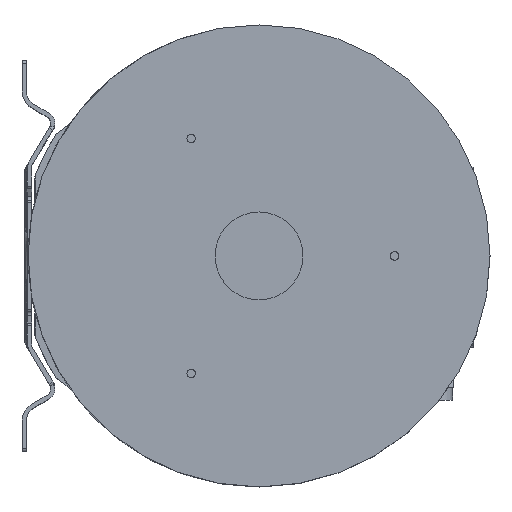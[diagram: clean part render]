
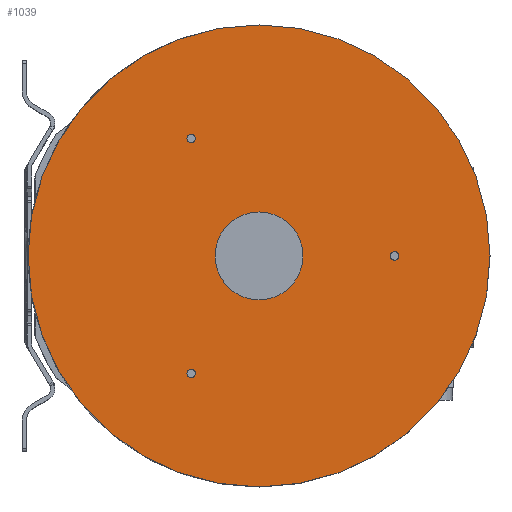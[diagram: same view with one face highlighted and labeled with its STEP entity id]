
A CAD part, top view. The second image highlights one B-rep face of the part: STEP entity #1039.
In plain terms, the highlighted planar face has unit normal (0, 0, 1).
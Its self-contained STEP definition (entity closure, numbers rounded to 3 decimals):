
#128=PLANE('',#8429);
#1039=ADVANCED_FACE('',(#2036,#2037,#2038,#2039,#2040),#128,.F.);
#1708=CIRCLE('',#8374,2.5);
#1710=CIRCLE('',#8377,2.5);
#1712=CIRCLE('',#8380,2.5);
#1714=CIRCLE('',#8383,25.855);
#1716=CIRCLE('',#8386,135.94);
#1728=CIRCLE('',#8401,135.94);
#1749=CIRCLE('',#8425,2.5);
#1750=CIRCLE('',#8426,2.5);
#1751=CIRCLE('',#8427,2.5);
#1752=CIRCLE('',#8428,25.855);
#2036=FACE_BOUND('',#2126,.T.);
#2037=FACE_BOUND('',#2127,.T.);
#2038=FACE_BOUND('',#2128,.T.);
#2039=FACE_BOUND('',#2129,.T.);
#2040=FACE_BOUND('',#2130,.T.);
#2126=EDGE_LOOP('',(#3888,#3889));
#2127=EDGE_LOOP('',(#3890,#3891));
#2128=EDGE_LOOP('',(#3892,#3893));
#2129=EDGE_LOOP('',(#3894,#3895));
#2130=EDGE_LOOP('',(#3896,#3897));
#3888=ORIENTED_EDGE('',*,*,#7027,.F.);
#3889=ORIENTED_EDGE('',*,*,#6892,.F.);
#3890=ORIENTED_EDGE('',*,*,#7028,.F.);
#3891=ORIENTED_EDGE('',*,*,#6896,.F.);
#3892=ORIENTED_EDGE('',*,*,#7029,.F.);
#3893=ORIENTED_EDGE('',*,*,#6900,.F.);
#3894=ORIENTED_EDGE('',*,*,#7030,.F.);
#3895=ORIENTED_EDGE('',*,*,#6904,.F.);
#3896=ORIENTED_EDGE('',*,*,#6959,.F.);
#3897=ORIENTED_EDGE('',*,*,#6908,.F.);
#6168=VERTEX_POINT('',#11287);
#6169=VERTEX_POINT('',#11289);
#6172=VERTEX_POINT('',#11296);
#6173=VERTEX_POINT('',#11298);
#6176=VERTEX_POINT('',#11305);
#6177=VERTEX_POINT('',#11307);
#6180=VERTEX_POINT('',#11314);
#6181=VERTEX_POINT('',#11316);
#6184=VERTEX_POINT('',#11323);
#6185=VERTEX_POINT('',#11325);
#6892=EDGE_CURVE('',#6168,#6169,#1708,.T.);
#6896=EDGE_CURVE('',#6172,#6173,#1710,.T.);
#6900=EDGE_CURVE('',#6176,#6177,#1712,.T.);
#6904=EDGE_CURVE('',#6180,#6181,#1714,.T.);
#6908=EDGE_CURVE('',#6184,#6185,#1716,.T.);
#6959=EDGE_CURVE('',#6185,#6184,#1728,.T.);
#7027=EDGE_CURVE('',#6169,#6168,#1749,.T.);
#7028=EDGE_CURVE('',#6173,#6172,#1750,.T.);
#7029=EDGE_CURVE('',#6177,#6176,#1751,.T.);
#7030=EDGE_CURVE('',#6181,#6180,#1752,.T.);
#8374=AXIS2_PLACEMENT_3D('',#11288,#9178,#9179);
#8377=AXIS2_PLACEMENT_3D('',#11297,#9186,#9187);
#8380=AXIS2_PLACEMENT_3D('',#11306,#9194,#9195);
#8383=AXIS2_PLACEMENT_3D('',#11315,#9202,#9203);
#8386=AXIS2_PLACEMENT_3D('',#11324,#9210,#9211);
#8401=AXIS2_PLACEMENT_3D('',#12276,#9247,#9248);
#8425=AXIS2_PLACEMENT_3D('',#12518,#9325,#9326);
#8426=AXIS2_PLACEMENT_3D('',#12519,#9327,#9328);
#8427=AXIS2_PLACEMENT_3D('',#12520,#9329,#9330);
#8428=AXIS2_PLACEMENT_3D('',#12521,#9331,#9332);
#8429=AXIS2_PLACEMENT_3D('',#12522,#9333,#9334);
#9178=DIRECTION('',(0.,0.,1.));
#9179=DIRECTION('',(0.,-1.,0.));
#9186=DIRECTION('',(0.,0.,1.));
#9187=DIRECTION('',(0.,-1.,0.));
#9194=DIRECTION('',(0.,0.,1.));
#9195=DIRECTION('',(0.,-1.,0.));
#9202=DIRECTION('',(0.,0.,1.));
#9203=DIRECTION('',(0.,-1.,0.));
#9210=DIRECTION('',(0.,0.,-1.));
#9211=DIRECTION('',(0.,1.,0.));
#9247=DIRECTION('',(0.,0.,-1.));
#9248=DIRECTION('',(0.,1.,0.));
#9325=DIRECTION('',(0.,0.,1.));
#9326=DIRECTION('',(0.,-1.,0.));
#9327=DIRECTION('',(0.,0.,1.));
#9328=DIRECTION('',(0.,-1.,0.));
#9329=DIRECTION('',(0.,0.,1.));
#9330=DIRECTION('',(0.,-1.,0.));
#9331=DIRECTION('',(0.,0.,1.));
#9332=DIRECTION('',(0.,-1.,0.));
#9333=DIRECTION('',(0.,0.,-1.));
#9334=DIRECTION('',(0.,-1.,0.));
#11287=CARTESIAN_POINT('',(79.8,2.5,18.9));
#11288=CARTESIAN_POINT('',(79.8,0.,18.9));
#11289=CARTESIAN_POINT('',(79.8,-2.5,18.9));
#11296=CARTESIAN_POINT('',(-39.9,-66.609,18.9));
#11297=CARTESIAN_POINT('',(-39.9,-69.109,18.9));
#11298=CARTESIAN_POINT('',(-39.9,-71.609,18.9));
#11305=CARTESIAN_POINT('',(-39.9,71.609,18.9));
#11306=CARTESIAN_POINT('',(-39.9,69.109,18.9));
#11307=CARTESIAN_POINT('',(-39.9,66.609,18.9));
#11314=CARTESIAN_POINT('',(0.,-25.855,18.9));
#11315=CARTESIAN_POINT('',(0.,0.,18.9));
#11316=CARTESIAN_POINT('',(0.,25.855,18.9));
#11323=CARTESIAN_POINT('',(0.,135.94,18.9));
#11324=CARTESIAN_POINT('',(0.,0.,18.9));
#11325=CARTESIAN_POINT('',(0.,-135.94,18.9));
#12276=CARTESIAN_POINT('',(0.,0.,18.9));
#12518=CARTESIAN_POINT('',(79.8,0.,18.9));
#12519=CARTESIAN_POINT('',(-39.9,-69.109,18.9));
#12520=CARTESIAN_POINT('',(-39.9,69.109,18.9));
#12521=CARTESIAN_POINT('',(0.,0.,18.9));
#12522=CARTESIAN_POINT('',(0.,0.,18.9));
